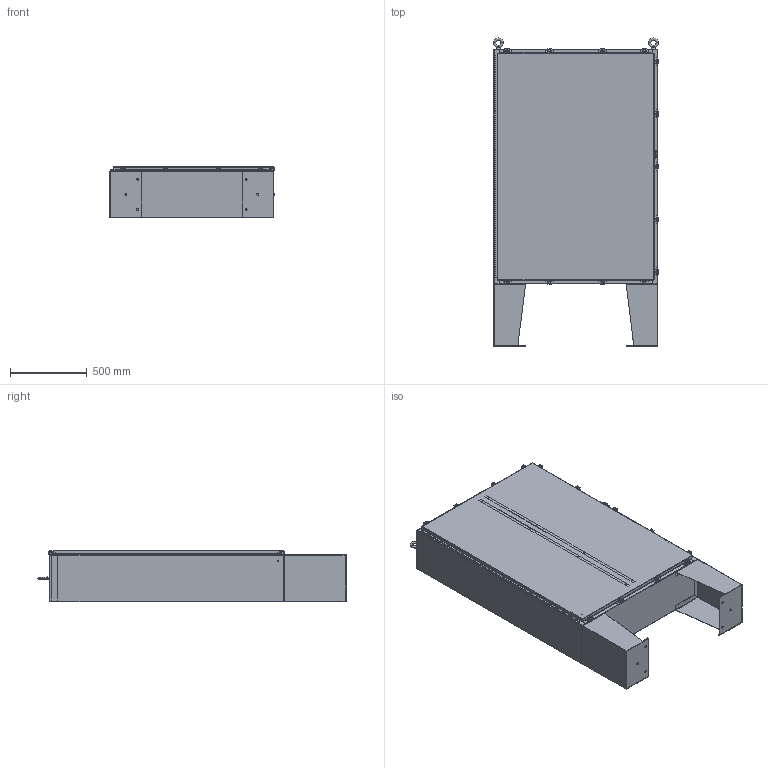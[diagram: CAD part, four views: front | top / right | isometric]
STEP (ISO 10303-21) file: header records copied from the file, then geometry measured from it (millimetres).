
FILE_DESCRIPTION (( 'STEP AP203' ), '1' );
FILE_NAME ('N60HS4212SSWPLS.STEP', '2014-03-28T15:50:35', ( 'changeme' ), ( 'Microsoft' ), 'SwSTEP 2.0', 'SolidWorks 2013', '' );
FILE_SCHEMA (( 'CONFIG_CONTROL_DESIGN' ));
Length unit declared in the file: inch
Products named in the file (27): N60HS4212SSWPLS Body; N60HS4212SSWPLS Enclosure Stiffener; N60HS4212SSWPLS Mounting Studs; HW-EYE-NH-20425_3014T52; N60HS4212SSWPLS Bottom; N60HS4212SSWPLS Clamp Bracket; N60HS4212SSWPLS Hinge Enclosure Side2; N60HS4212SSWPLS; N60HS4212SSWPLS Top; N60HS4212SSWPLS 22101002; N60HS4212SSWPLS Hinge Cover Side; 10_30 CD Stud; N60HS4212SSWPLS 22104005_DEFAULT; N60HS4212SSWPLS 125 Pin Hinge; N60HS4212SSWPLS Clamp Top; Quarter-20 CD Stud; N60HS4212SSWPLS SD-LSK-Stand; N60HS4212SSWPLS Clamp Assembly; N60HS4212SSWPLS Door Stiffener; N60HS4212SSWPLS SD-LSK - Base; N60HS4212SSWPLS Standard Clamps; N60HS4212SSWPLS Padlock Staple; N60HS4212SSWPLS SD-LSK-ASSY; N60HS4212SSWPLS Cover; N60HS4212SSWPLS Padlock Hasp; N60HS4212SSWPLS Backpanel; Eye-Bolt_Stiffener WMT Template 1901
Assembly tree (58 placements, depth 4):
  N60HS4212SSWPLS
    N60HS4212SSWPLS Backpanel
    N60HS4212SSWPLS Mounting Studs  x8
    N60HS4212SSWPLS 125 Pin Hinge
      N60HS4212SSWPLS Hinge Enclosure Side2
      N60HS4212SSWPLS Hinge Cover Side
    Quarter-20 CD Stud  x2
    N60HS4212SSWPLS Door Stiffener
    N60HS4212SSWPLS Padlock Staple
    N60HS4212SSWPLS Padlock Hasp
    N60HS4212SSWPLS Enclosure Stiffener  x2
    N60HS4212SSWPLS Standard Clamps  x13
      N60HS4212SSWPLS Clamp Bracket
      N60HS4212SSWPLS Clamp Assembly
        N60HS4212SSWPLS 22101002  x2
        N60HS4212SSWPLS 22104005_DEFAULT
        N60HS4212SSWPLS Clamp Top
    N60HS4212SSWPLS Cover
    N60HS4212SSWPLS Body
    N60HS4212SSWPLS Bottom
    N60HS4212SSWPLS Top
    10_30 CD Stud  x8
    N60HS4212SSWPLS SD-LSK-ASSY  x2
      N60HS4212SSWPLS SD-LSK-Stand
      N60HS4212SSWPLS SD-LSK - Base
    Eye-Bolt_Stiffener WMT Template 1901  x2
    HW-EYE-NH-20425_3014T52  x2
Bounding box: 1075.59 x 2006.6 x 335.3 mm (x, y, z)
Volume: 16805105.1 mm3; surface area: 15949756.7 mm2
Topology: 103 solids, 103 shells, 3908 faces, 9742 edges, 6098 vertices
Faces by surface type: plane 1992, cylinder 1616, cone 138, torus 126, bspline 36
Entity records: 67795 total; most frequent: CARTESIAN_POINT 12335, DIRECTION 11346, ORIENTED_EDGE 10590, EDGE_CURVE 5295, AXIS2_PLACEMENT_3D 3989, LINE 3368, VECTOR 3368, VERTEX_POINT 3258
